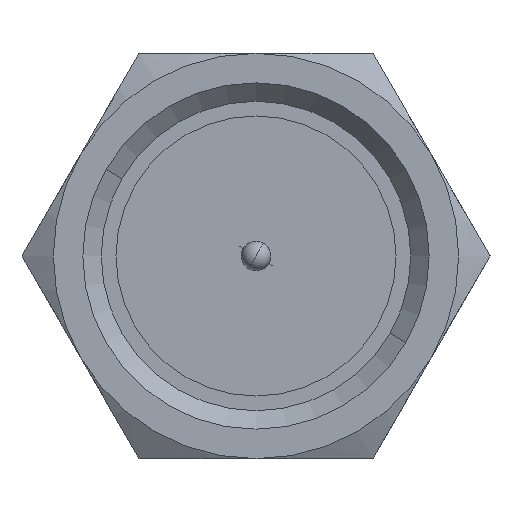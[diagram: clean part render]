
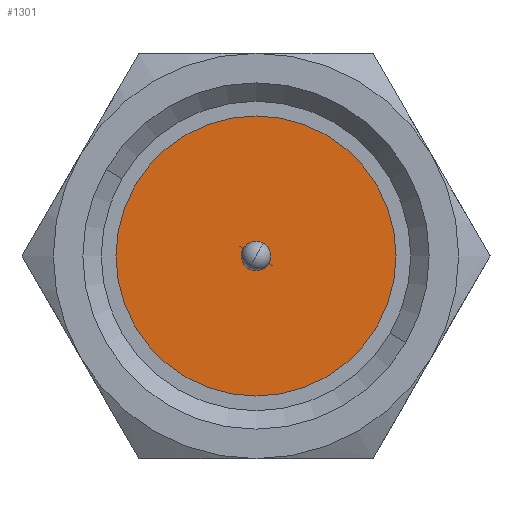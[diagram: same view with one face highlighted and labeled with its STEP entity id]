
A CAD part, left-side view. The second image highlights one B-rep face of the part: STEP entity #1301.
In plain terms, the highlighted face is planar.
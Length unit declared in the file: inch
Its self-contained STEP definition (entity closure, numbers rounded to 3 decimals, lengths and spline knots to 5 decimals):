
#39 = DIRECTION ( 'NONE',  ( 0., 0., -1. ) ) ;
#407 = EDGE_CURVE ( 'NONE', #697, #1298, #737, .T. ) ;
#468 = DIRECTION ( 'NONE',  ( 1., 0., 0. ) ) ;
#494 = AXIS2_PLACEMENT_3D ( 'NONE', #1857, #932, #1621 ) ;
#508 = EDGE_CURVE ( 'NONE', #936, #1825, #2131, .T. ) ;
#521 = FACE_BOUND ( 'NONE', #2656, .T. ) ;
#537 = PLANE ( 'NONE',  #2486 ) ;
#658 = CIRCLE ( 'NONE', #2408, 0.14961 ) ;
#697 = VERTEX_POINT ( 'NONE', #2285 ) ;
#737 = CIRCLE ( 'NONE', #1584, 0.01575 ) ;
#817 = ORIENTED_EDGE ( 'NONE', *, *, #508, .T. ) ;
#845 = DIRECTION ( 'NONE',  ( 0., 0., -1. ) ) ;
#922 = DIRECTION ( 'NONE',  ( 0., 0., -1. ) ) ;
#932 = DIRECTION ( 'NONE',  ( 1., 0., 0. ) ) ;
#936 = VERTEX_POINT ( 'NONE', #2820 ) ;
#1035 = ORIENTED_EDGE ( 'NONE', *, *, #407, .F. ) ;
#1075 = CARTESIAN_POINT ( 'NONE',  ( -0.04921, 0., 0. ) ) ;
#1199 = EDGE_CURVE ( 'NONE', #1298, #697, #1229, .T. ) ;
#1229 = CIRCLE ( 'NONE', #1921, 0.01575 ) ;
#1298 = VERTEX_POINT ( 'NONE', #1699 ) ;
#1301 = ADVANCED_FACE ( 'NONE', ( #2658, #521 ), #537, .T. ) ;
#1346 = DIRECTION ( 'NONE',  ( 0., 0., -1. ) ) ;
#1367 = ORIENTED_EDGE ( 'NONE', *, *, #1199, .F. ) ;
#1387 = CARTESIAN_POINT ( 'NONE',  ( -0.04921, 0., 0. ) ) ;
#1462 = CARTESIAN_POINT ( 'NONE',  ( -0.04921, 0., 0. ) ) ;
#1584 = AXIS2_PLACEMENT_3D ( 'NONE', #1075, #2029, #845 ) ;
#1621 = DIRECTION ( 'NONE',  ( 0., 0., -1. ) ) ;
#1699 = CARTESIAN_POINT ( 'NONE',  ( -0.04921, 0., -0.01575 ) ) ;
#1701 = CARTESIAN_POINT ( 'NONE',  ( -0.04921, 0., -0.14961 ) ) ;
#1825 = VERTEX_POINT ( 'NONE', #1701 ) ;
#1829 = CARTESIAN_POINT ( 'NONE',  ( -0.04921, 0., 0. ) ) ;
#1838 = EDGE_LOOP ( 'NONE', ( #817, #2904 ) ) ;
#1857 = CARTESIAN_POINT ( 'NONE',  ( -0.04921, 0., 0. ) ) ;
#1921 = AXIS2_PLACEMENT_3D ( 'NONE', #1387, #2345, #922 ) ;
#2029 = DIRECTION ( 'NONE',  ( 1., 0., 0. ) ) ;
#2131 = CIRCLE ( 'NONE', #494, 0.14961 ) ;
#2285 = CARTESIAN_POINT ( 'NONE',  ( -0.04921, 0., 0.01575 ) ) ;
#2345 = DIRECTION ( 'NONE',  ( 1., 0., 0. ) ) ;
#2408 = AXIS2_PLACEMENT_3D ( 'NONE', #1829, #468, #1346 ) ;
#2424 = DIRECTION ( 'NONE',  ( 1., 0., 0. ) ) ;
#2486 = AXIS2_PLACEMENT_3D ( 'NONE', #1462, #2424, #39 ) ;
#2492 = EDGE_CURVE ( 'NONE', #1825, #936, #658, .T. ) ;
#2656 = EDGE_LOOP ( 'NONE', ( #1367, #1035 ) ) ;
#2658 = FACE_OUTER_BOUND ( 'NONE', #1838, .T. ) ;
#2820 = CARTESIAN_POINT ( 'NONE',  ( -0.04921, 0., 0.14961 ) ) ;
#2904 = ORIENTED_EDGE ( 'NONE', *, *, #2492, .T. ) ;
